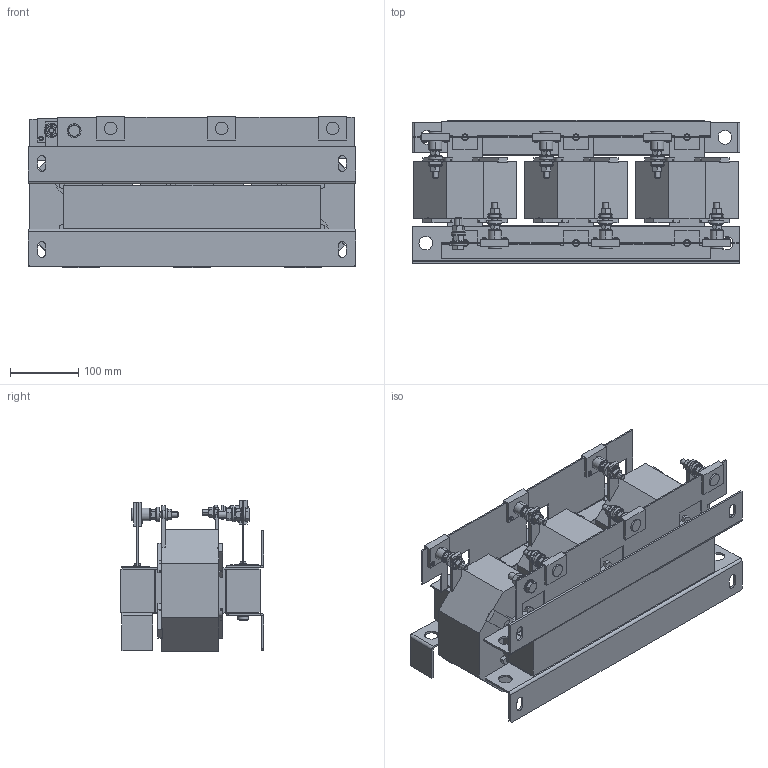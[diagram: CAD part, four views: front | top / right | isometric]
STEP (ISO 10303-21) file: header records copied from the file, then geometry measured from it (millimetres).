
FILE_DESCRIPTION (( 'STEP AP214' ), '1' );
FILE_NAME ('188242.STEP', '2020-05-29T01:17:12', ( '' ), ( '' ), 'SwSTEP 2.0', 'SolidWorks 2018', '' );
FILE_SCHEMA (( 'AUTOMOTIVE_DESIGN' ));
Length unit declared in the file: millimetre
Products named in the file (1): 188242
Bounding box: 480 x 210 x 221.28 mm (x, y, z)
Volume: 9047236.4 mm3; surface area: 858566 mm2
Topology: 1 solids, 1 shells, 1387 faces, 3571 edges, 2260 vertices
Faces by surface type: plane 825, cylinder 260, cone 160, bspline 114, torus 16, sphere 12
Entity records: 46105 total; most frequent: CARTESIAN_POINT 12843, ORIENTED_EDGE 7142, DIRECTION 6577, EDGE_CURVE 3571, VERTEX_POINT 2260, LINE 2201, VECTOR 2201, AXIS2_PLACEMENT_3D 2188
